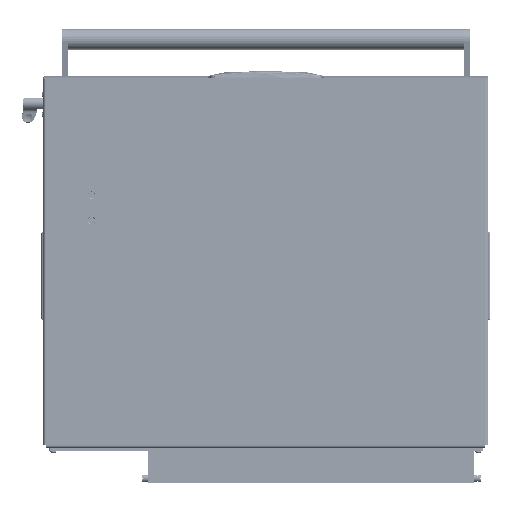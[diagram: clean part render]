
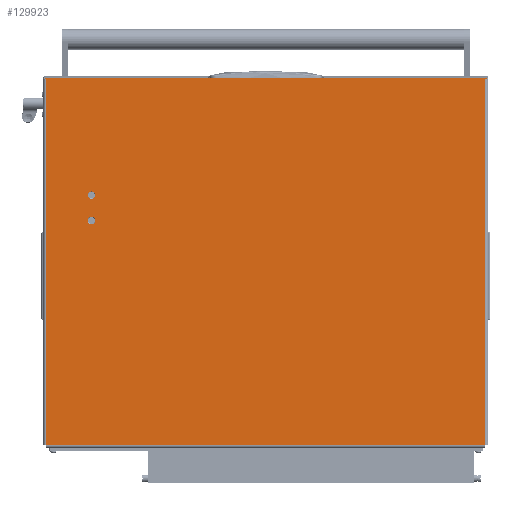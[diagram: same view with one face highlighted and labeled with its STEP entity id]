
A CAD part, front view. The second image highlights one B-rep face of the part: STEP entity #129923.
In plain terms, the highlighted face is planar.
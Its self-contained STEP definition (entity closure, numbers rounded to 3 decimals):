
#376 = VECTOR ( 'NONE', #55841, 1000. ) ;
#2006 = DIRECTION ( 'NONE',  ( 0., 0., -1. ) ) ;
#3257 = ORIENTED_EDGE ( 'NONE', *, *, #77394, .T. ) ;
#5092 = CARTESIAN_POINT ( 'NONE',  ( 0., 0., 0. ) ) ;
#7567 = VECTOR ( 'NONE', #133644, 1000. ) ;
#7831 = ORIENTED_EDGE ( 'NONE', *, *, #94782, .F. ) ;
#9859 = VECTOR ( 'NONE', #10811, 1000. ) ;
#10444 = CARTESIAN_POINT ( 'NONE',  ( 0., 608., 0. ) ) ;
#10653 = CARTESIAN_POINT ( 'NONE',  ( 506., 0., 0. ) ) ;
#10811 = DIRECTION ( 'NONE',  ( -1., 0., 0. ) ) ;
#10815 = VERTEX_POINT ( 'NONE', #128127 ) ;
#15822 = ORIENTED_EDGE ( 'NONE', *, *, #85161, .F. ) ;
#18388 = ORIENTED_EDGE ( 'NONE', *, *, #26614, .F. ) ;
#18775 = ORIENTED_EDGE ( 'NONE', *, *, #46806, .F. ) ;
#21494 = CARTESIAN_POINT ( 'NONE',  ( 506., 608., 0. ) ) ;
#22157 = LINE ( 'NONE', #99766, #9859 ) ;
#23857 = CARTESIAN_POINT ( 'NONE',  ( 195., 545., 0. ) ) ;
#24518 = DIRECTION ( 'NONE',  ( 0., 0., -1. ) ) ;
#25596 = AXIS2_PLACEMENT_3D ( 'NONE', #10444, #25787, #75062 ) ;
#25787 = DIRECTION ( 'NONE',  ( 0., 0., -1. ) ) ;
#26614 = EDGE_CURVE ( 'NONE', #157139, #117224, #155508, .T. ) ;
#28437 = CARTESIAN_POINT ( 'NONE',  ( 0., 610., 0. ) ) ;
#28510 = EDGE_LOOP ( 'NONE', ( #7831, #67775 ) ) ;
#30737 = LINE ( 'NONE', #129399, #376 ) ;
#31706 = CIRCLE ( 'NONE', #122128, 5.2 ) ;
#32021 = DIRECTION ( 'NONE',  ( 0., -1., 0. ) ) ;
#33933 = CARTESIAN_POINT ( 'NONE',  ( 506., 608., 0. ) ) ;
#34352 = CARTESIAN_POINT ( 'NONE',  ( 200.2, 545., 0. ) ) ;
#35594 = ORIENTED_EDGE ( 'NONE', *, *, #95441, .F. ) ;
#36351 = EDGE_CURVE ( 'NONE', #82599, #158583, #100062, .T. ) ;
#38314 = CARTESIAN_POINT ( 'NONE',  ( 189.8, 545., 0. ) ) ;
#40207 = CARTESIAN_POINT ( 'NONE',  ( 0., 0., 0. ) ) ;
#43513 = EDGE_CURVE ( 'NONE', #10815, #153037, #128633, .T. ) ;
#46209 = EDGE_CURVE ( 'NONE', #158583, #117224, #125522, .T. ) ;
#46351 = CARTESIAN_POINT ( 'NONE',  ( 0., -4., 0. ) ) ;
#46806 = EDGE_CURVE ( 'NONE', #119982, #125506, #137242, .T. ) ;
#47579 = EDGE_CURVE ( 'NONE', #62263, #54822, #31706, .T. ) ;
#48344 = DIRECTION ( 'NONE',  ( 0., 1., 0. ) ) ;
#50074 = FACE_BOUND ( 'NONE', #66633, .T. ) ;
#54822 = VERTEX_POINT ( 'NONE', #38314 ) ;
#55841 = DIRECTION ( 'NONE',  ( -1., 0., 0. ) ) ;
#55910 = EDGE_CURVE ( 'NONE', #92663, #82599, #30737, .T. ) ;
#57481 = EDGE_CURVE ( 'NONE', #151793, #157139, #22157, .T. ) ;
#62048 = CARTESIAN_POINT ( 'NONE',  ( -2., -4., 0. ) ) ;
#62196 = DIRECTION ( 'NONE',  ( -1., 0., 0. ) ) ;
#62263 = VERTEX_POINT ( 'NONE', #34352 ) ;
#62455 = VECTOR ( 'NONE', #127519, 1000. ) ;
#64316 = DIRECTION ( 'NONE',  ( 0., 1., 0. ) ) ;
#65658 = ORIENTED_EDGE ( 'NONE', *, *, #47579, .F. ) ;
#66633 = EDGE_LOOP ( 'NONE', ( #35594, #65658 ) ) ;
#67775 = ORIENTED_EDGE ( 'NONE', *, *, #43513, .F. ) ;
#69079 = CARTESIAN_POINT ( 'NONE',  ( -2., -2., 0. ) ) ;
#75062 = DIRECTION ( 'NONE',  ( -1., 0., 0. ) ) ;
#76415 = LINE ( 'NONE', #90969, #83653 ) ;
#77394 = EDGE_CURVE ( 'NONE', #151793, #125506, #120946, .T. ) ;
#77759 = VECTOR ( 'NONE', #102862, 1000. ) ;
#80263 = EDGE_LOOP ( 'NONE', ( #15822, #94945, #81861, #88217, #18388, #134537, #3257, #18775 ) ) ;
#81861 = ORIENTED_EDGE ( 'NONE', *, *, #36351, .T. ) ;
#82295 = DIRECTION ( 'NONE',  ( -1., 0., 0. ) ) ;
#82599 = VERTEX_POINT ( 'NONE', #69079 ) ;
#83653 = VECTOR ( 'NONE', #64316, 1000. ) ;
#84606 = AXIS2_PLACEMENT_3D ( 'NONE', #126828, #89623, #62196 ) ;
#85161 = EDGE_CURVE ( 'NONE', #92663, #119982, #76415, .T. ) ;
#86902 = CARTESIAN_POINT ( 'NONE',  ( 0., 608., 0. ) ) ;
#87220 = PLANE ( 'NONE',  #25596 ) ;
#88217 = ORIENTED_EDGE ( 'NONE', *, *, #46209, .T. ) ;
#89623 = DIRECTION ( 'NONE',  ( 0., 0., -1. ) ) ;
#90969 = CARTESIAN_POINT ( 'NONE',  ( 0., -4., 0. ) ) ;
#92663 = VERTEX_POINT ( 'NONE', #108768 ) ;
#94782 = EDGE_CURVE ( 'NONE', #153037, #10815, #109544, .T. ) ;
#94945 = ORIENTED_EDGE ( 'NONE', *, *, #55910, .T. ) ;
#95441 = EDGE_CURVE ( 'NONE', #54822, #62263, #124469, .T. ) ;
#99377 = FACE_BOUND ( 'NONE', #28510, .T. ) ;
#99766 = CARTESIAN_POINT ( 'NONE',  ( 0., 608., 0. ) ) ;
#100062 = LINE ( 'NONE', #62048, #142573 ) ;
#101621 = CARTESIAN_POINT ( 'NONE',  ( 0., 610., 0. ) ) ;
#102862 = DIRECTION ( 'NONE',  ( 1., 0., 0. ) ) ;
#105778 = VECTOR ( 'NONE', #32021, 1000. ) ;
#108768 = CARTESIAN_POINT ( 'NONE',  ( 0., -2., 0. ) ) ;
#109544 = CIRCLE ( 'NONE', #135370, 5.2 ) ;
#117224 = VERTEX_POINT ( 'NONE', #101621 ) ;
#119515 = DIRECTION ( 'NONE',  ( 0., 0., -1. ) ) ;
#119982 = VERTEX_POINT ( 'NONE', #5092 ) ;
#120946 = LINE ( 'NONE', #21494, #105778 ) ;
#121102 = CARTESIAN_POINT ( 'NONE',  ( 160., 545., 0. ) ) ;
#122128 = AXIS2_PLACEMENT_3D ( 'NONE', #136878, #24518, #149029 ) ;
#123317 = DIRECTION ( 'NONE',  ( -1., 0., 0. ) ) ;
#124469 = CIRCLE ( 'NONE', #145094, 5.2 ) ;
#125506 = VERTEX_POINT ( 'NONE', #10653 ) ;
#125522 = LINE ( 'NONE', #28437, #77759 ) ;
#126828 = CARTESIAN_POINT ( 'NONE',  ( 160., 545., 0. ) ) ;
#127519 = DIRECTION ( 'NONE',  ( 1., 0., 0. ) ) ;
#127782 = CARTESIAN_POINT ( 'NONE',  ( -2., 610., 0. ) ) ;
#128127 = CARTESIAN_POINT ( 'NONE',  ( 165.2, 545., 0. ) ) ;
#128633 = CIRCLE ( 'NONE', #84606, 5.2 ) ;
#129399 = CARTESIAN_POINT ( 'NONE',  ( 0., -2., 0. ) ) ;
#129923 = ADVANCED_FACE ( 'NONE', ( #99377, #50074, #148691 ), #87220, .T. ) ;
#133644 = DIRECTION ( 'NONE',  ( 0., 1., 0. ) ) ;
#134537 = ORIENTED_EDGE ( 'NONE', *, *, #57481, .F. ) ;
#135370 = AXIS2_PLACEMENT_3D ( 'NONE', #121102, #119515, #82295 ) ;
#136878 = CARTESIAN_POINT ( 'NONE',  ( 195., 545., 0. ) ) ;
#137242 = LINE ( 'NONE', #40207, #62455 ) ;
#140774 = CARTESIAN_POINT ( 'NONE',  ( 154.8, 545., 0. ) ) ;
#142573 = VECTOR ( 'NONE', #48344, 1000. ) ;
#145094 = AXIS2_PLACEMENT_3D ( 'NONE', #23857, #2006, #123317 ) ;
#148691 = FACE_OUTER_BOUND ( 'NONE', #80263, .T. ) ;
#149029 = DIRECTION ( 'NONE',  ( -1., 0., 0. ) ) ;
#151793 = VERTEX_POINT ( 'NONE', #33933 ) ;
#153037 = VERTEX_POINT ( 'NONE', #140774 ) ;
#155508 = LINE ( 'NONE', #46351, #7567 ) ;
#157139 = VERTEX_POINT ( 'NONE', #86902 ) ;
#158583 = VERTEX_POINT ( 'NONE', #127782 ) ;
